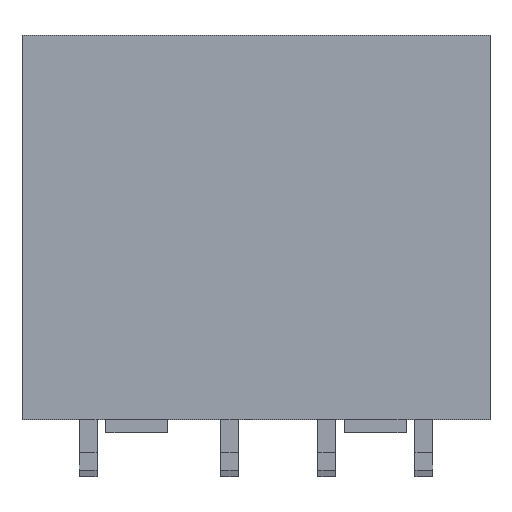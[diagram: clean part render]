
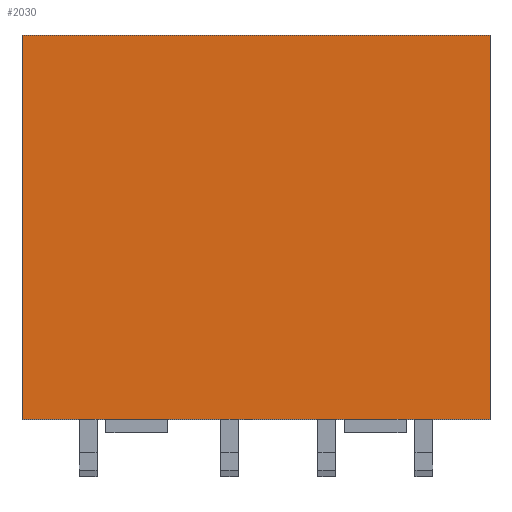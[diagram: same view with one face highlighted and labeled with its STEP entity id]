
A CAD part, top view. The second image highlights one B-rep face of the part: STEP entity #2030.
In plain terms, the highlighted planar face has unit normal (0, 0, 1).
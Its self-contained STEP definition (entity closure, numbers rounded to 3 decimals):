
#407 = VERTEX_POINT('',#408);
#408 = CARTESIAN_POINT('',(-1.5,0.3,2.85));
#423 = VERTEX_POINT('',#424);
#424 = CARTESIAN_POINT('',(9.1,0.3,2.85));
#430 = EDGE_CURVE('',#407,#423,#431,.T.);
#431 = LINE('',#432,#433);
#432 = CARTESIAN_POINT('',(-1.5,0.3,2.85));
#433 = VECTOR('',#434,1.);
#434 = DIRECTION('',(1.,0.,0.));
#778 = VERTEX_POINT('',#779);
#779 = CARTESIAN_POINT('',(9.1,9.,2.85));
#785 = EDGE_CURVE('',#778,#423,#786,.T.);
#786 = LINE('',#787,#788);
#787 = CARTESIAN_POINT('',(9.1,9.,2.85));
#788 = VECTOR('',#789,1.);
#789 = DIRECTION('',(0.,-1.,0.));
#1592 = EDGE_CURVE('',#1593,#407,#1595,.T.);
#1593 = VERTEX_POINT('',#1594);
#1594 = CARTESIAN_POINT('',(-1.5,9.,2.85));
#1595 = LINE('',#1596,#1597);
#1596 = CARTESIAN_POINT('',(-1.5,9.,2.85));
#1597 = VECTOR('',#1598,1.);
#1598 = DIRECTION('',(0.,-1.,0.));
#2030 = ADVANCED_FACE('',(#2031),#2042,.F.);
#2031 = FACE_BOUND('',#2032,.T.);
#2032 = EDGE_LOOP('',(#2033,#2034,#2035,#2041));
#2033 = ORIENTED_EDGE('',*,*,#430,.T.);
#2034 = ORIENTED_EDGE('',*,*,#785,.F.);
#2035 = ORIENTED_EDGE('',*,*,#2036,.F.);
#2036 = EDGE_CURVE('',#1593,#778,#2037,.T.);
#2037 = LINE('',#2038,#2039);
#2038 = CARTESIAN_POINT('',(-1.5,9.,2.85));
#2039 = VECTOR('',#2040,1.);
#2040 = DIRECTION('',(1.,0.,0.));
#2041 = ORIENTED_EDGE('',*,*,#1592,.T.);
#2042 = PLANE('',#2043);
#2043 = AXIS2_PLACEMENT_3D('',#2044,#2045,#2046);
#2044 = CARTESIAN_POINT('',(-1.5,9.,2.85));
#2045 = DIRECTION('',(0.,0.,-1.));
#2046 = DIRECTION('',(-1.,0.,0.));
